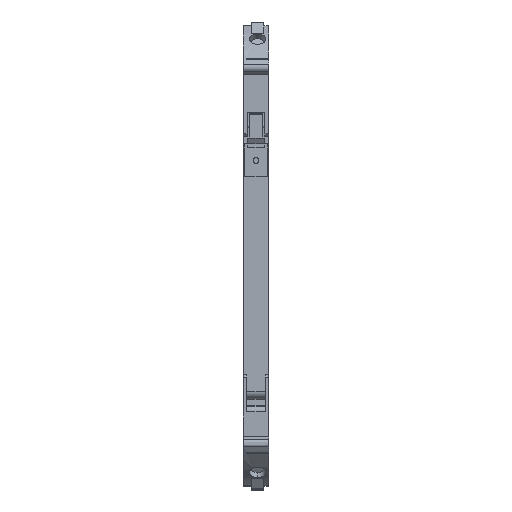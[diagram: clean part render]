
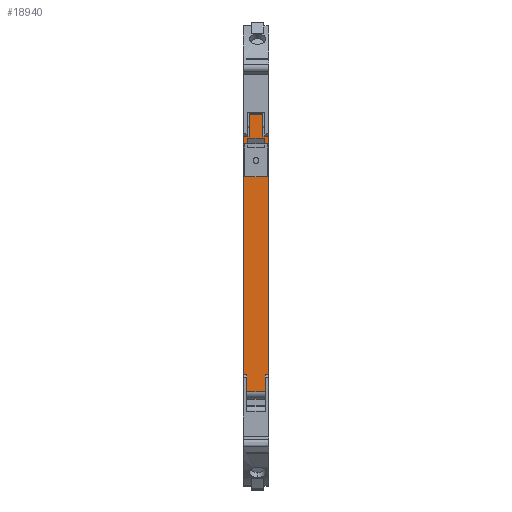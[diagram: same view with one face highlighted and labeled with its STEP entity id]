
A CAD part, top view. The second image highlights one B-rep face of the part: STEP entity #18940.
In plain terms, the highlighted planar face has unit normal (0, 0, 1).
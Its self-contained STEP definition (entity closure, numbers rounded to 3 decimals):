
#18914=AXIS2_PLACEMENT_3D('Plane Axis2P3D',#18911,#18912,#18913) ;
#18252=CARTESIAN_POINT('Vertex',(6.09,84.963,112.497)) ;
#18257=CARTESIAN_POINT('Line Origine',(6.09,56.263,112.497)) ;
#18261=CARTESIAN_POINT('Vertex',(6.09,27.563,112.497)) ;
#18303=CARTESIAN_POINT('Line Origine',(5.695,27.563,112.497)) ;
#18307=CARTESIAN_POINT('Vertex',(5.3,27.563,112.497)) ;
#18334=CARTESIAN_POINT('Vertex',(4.72,84.963,112.497)) ;
#18337=CARTESIAN_POINT('Line Origine',(5.405,84.963,112.497)) ;
#18366=CARTESIAN_POINT('Vertex',(5.3,23.563,112.497)) ;
#18375=CARTESIAN_POINT('Control Point',(5.3,23.563,112.497)) ;
#18376=CARTESIAN_POINT('Control Point',(5.3,24.563,112.497)) ;
#18377=CARTESIAN_POINT('Control Point',(5.3,25.563,112.497)) ;
#18378=CARTESIAN_POINT('Control Point',(5.3,26.563,112.497)) ;
#18379=CARTESIAN_POINT('Control Point',(5.3,27.563,112.497)) ;
#18400=CARTESIAN_POINT('Vertex',(4.72,90.264,112.497)) ;
#18404=CARTESIAN_POINT('Control Point',(4.72,84.963,112.497)) ;
#18405=CARTESIAN_POINT('Control Point',(4.72,86.024,112.497)) ;
#18406=CARTESIAN_POINT('Control Point',(4.72,87.084,112.497)) ;
#18407=CARTESIAN_POINT('Control Point',(4.72,88.144,112.497)) ;
#18408=CARTESIAN_POINT('Control Point',(4.72,89.204,112.497)) ;
#18409=CARTESIAN_POINT('Control Point',(4.72,90.264,112.497)) ;
#18429=CARTESIAN_POINT('Line Origine',(3.05,90.264,112.497)) ;
#18433=CARTESIAN_POINT('Vertex',(1.38,90.264,112.497)) ;
#18472=CARTESIAN_POINT('Vertex',(1.38,84.963,112.497)) ;
#18475=CARTESIAN_POINT('Line Origine',(1.38,87.614,112.497)) ;
#18499=CARTESIAN_POINT('Vertex',(0.01,84.963,112.497)) ;
#18502=CARTESIAN_POINT('Line Origine',(0.695,84.963,112.497)) ;
#18531=CARTESIAN_POINT('Vertex',(0.01,27.563,112.497)) ;
#18534=CARTESIAN_POINT('Line Origine',(0.01,56.263,112.497)) ;
#18551=CARTESIAN_POINT('Vertex',(0.8,27.563,112.497)) ;
#18556=CARTESIAN_POINT('Line Origine',(0.405,27.563,112.497)) ;
#18585=CARTESIAN_POINT('Vertex',(0.8,23.563,112.497)) ;
#18588=CARTESIAN_POINT('Line Origine',(0.8,25.563,112.497)) ;
#18611=CARTESIAN_POINT('Line Origine',(3.05,23.563,112.497)) ;
#18638=CARTESIAN_POINT('Vertex',(5.806,83.17,112.497)) ;
#18643=CARTESIAN_POINT('Line Origine',(5.408,83.17,112.497)) ;
#18647=CARTESIAN_POINT('Vertex',(5.011,83.17,112.497)) ;
#18686=CARTESIAN_POINT('Vertex',(5.806,75.257,112.497)) ;
#18689=CARTESIAN_POINT('Line Origine',(5.806,79.213,112.497)) ;
#18718=CARTESIAN_POINT('Vertex',(0.294,75.257,112.497)) ;
#18721=CARTESIAN_POINT('Line Origine',(3.05,75.257,112.497)) ;
#18750=CARTESIAN_POINT('Vertex',(0.294,83.17,112.497)) ;
#18753=CARTESIAN_POINT('Line Origine',(0.294,79.213,112.497)) ;
#18770=CARTESIAN_POINT('Vertex',(1.089,83.17,112.497)) ;
#18775=CARTESIAN_POINT('Line Origine',(0.692,83.17,112.497)) ;
#18802=CARTESIAN_POINT('Vertex',(1.089,84.57,112.497)) ;
#18807=CARTESIAN_POINT('Line Origine',(1.089,83.87,112.497)) ;
#18841=CARTESIAN_POINT('Vertex',(5.011,84.57,112.497)) ;
#18844=CARTESIAN_POINT('Line Origine',(3.05,84.57,112.497)) ;
#18867=CARTESIAN_POINT('Line Origine',(5.011,83.87,112.497)) ;
#18911=CARTESIAN_POINT('Axis2P3D Location',(0.075,85.563,112.497)) ;
#18258=DIRECTION('Vector Direction',(0.,1.,0.)) ;
#18304=DIRECTION('Vector Direction',(-1.,0.,0.)) ;
#18338=DIRECTION('Vector Direction',(-1.,0.,0.)) ;
#18430=DIRECTION('Vector Direction',(-1.,0.,0.)) ;
#18476=DIRECTION('Vector Direction',(0.,-1.,0.)) ;
#18503=DIRECTION('Vector Direction',(-1.,0.,0.)) ;
#18535=DIRECTION('Vector Direction',(0.,1.,0.)) ;
#18557=DIRECTION('Vector Direction',(-1.,0.,0.)) ;
#18589=DIRECTION('Vector Direction',(0.,1.,0.)) ;
#18612=DIRECTION('Vector Direction',(1.,0.,0.)) ;
#18644=DIRECTION('Vector Direction',(1.,0.,0.)) ;
#18690=DIRECTION('Vector Direction',(0.,1.,0.)) ;
#18722=DIRECTION('Vector Direction',(1.,0.,0.)) ;
#18754=DIRECTION('Vector Direction',(0.,-1.,0.)) ;
#18776=DIRECTION('Vector Direction',(1.,0.,0.)) ;
#18808=DIRECTION('Vector Direction',(0.,-1.,0.)) ;
#18845=DIRECTION('Vector Direction',(1.,0.,0.)) ;
#18868=DIRECTION('Vector Direction',(0.,1.,0.)) ;
#18912=DIRECTION('Axis2P3D Direction',(0.,0.,-1.)) ;
#18913=DIRECTION('Axis2P3D XDirection',(0.,1.,0.)) ;
#18259=VECTOR('Line Direction',#18258,1.) ;
#18305=VECTOR('Line Direction',#18304,1.) ;
#18339=VECTOR('Line Direction',#18338,1.) ;
#18431=VECTOR('Line Direction',#18430,1.) ;
#18477=VECTOR('Line Direction',#18476,1.) ;
#18504=VECTOR('Line Direction',#18503,1.) ;
#18536=VECTOR('Line Direction',#18535,1.) ;
#18558=VECTOR('Line Direction',#18557,1.) ;
#18590=VECTOR('Line Direction',#18589,1.) ;
#18613=VECTOR('Line Direction',#18612,1.) ;
#18645=VECTOR('Line Direction',#18644,1.) ;
#18691=VECTOR('Line Direction',#18690,1.) ;
#18723=VECTOR('Line Direction',#18722,1.) ;
#18755=VECTOR('Line Direction',#18754,1.) ;
#18777=VECTOR('Line Direction',#18776,1.) ;
#18809=VECTOR('Line Direction',#18808,1.) ;
#18846=VECTOR('Line Direction',#18845,1.) ;
#18869=VECTOR('Line Direction',#18868,1.) ;
#18917=ORIENTED_EDGE('',*,*,#18309,.F.) ;
#18918=ORIENTED_EDGE('',*,*,#18263,.T.) ;
#18919=ORIENTED_EDGE('',*,*,#18341,.F.) ;
#18920=ORIENTED_EDGE('',*,*,#18410,.T.) ;
#18921=ORIENTED_EDGE('',*,*,#18435,.F.) ;
#18922=ORIENTED_EDGE('',*,*,#18479,.T.) ;
#18923=ORIENTED_EDGE('',*,*,#18506,.T.) ;
#18924=ORIENTED_EDGE('',*,*,#18538,.F.) ;
#18925=ORIENTED_EDGE('',*,*,#18560,.F.) ;
#18926=ORIENTED_EDGE('',*,*,#18592,.F.) ;
#18927=ORIENTED_EDGE('',*,*,#18615,.F.) ;
#18928=ORIENTED_EDGE('',*,*,#18380,.T.) ;
#18931=ORIENTED_EDGE('',*,*,#18811,.T.) ;
#18932=ORIENTED_EDGE('',*,*,#18848,.F.) ;
#18933=ORIENTED_EDGE('',*,*,#18871,.T.) ;
#18934=ORIENTED_EDGE('',*,*,#18649,.T.) ;
#18935=ORIENTED_EDGE('',*,*,#18693,.T.) ;
#18936=ORIENTED_EDGE('',*,*,#18725,.F.) ;
#18937=ORIENTED_EDGE('',*,*,#18757,.T.) ;
#18938=ORIENTED_EDGE('',*,*,#18779,.T.) ;
#18939=FACE_BOUND('',#18930,.T.) ;
#18940=ADVANCED_FACE('AUFDRUCK_ORANGE',(#18929,#18939),#18915,.F.) ;
#18374=B_SPLINE_CURVE_WITH_KNOTS('',4,(#18375,#18376,#18377,#18378,#18379),.UNSPECIFIED.,.F.,.U.,(5,5),(0.,4.),.UNSPECIFIED.) ;
#18403=B_SPLINE_CURVE_WITH_KNOTS('',5,(#18404,#18405,#18406,#18407,#18408,#18409),.UNSPECIFIED.,.F.,.U.,(6,6),(0.,5.301),.UNSPECIFIED.) ;
#18263=EDGE_CURVE('',#18262,#18253,#18260,.T.) ;
#18309=EDGE_CURVE('',#18262,#18308,#18306,.T.) ;
#18341=EDGE_CURVE('',#18335,#18253,#18340,.F.) ;
#18380=EDGE_CURVE('',#18367,#18308,#18374,.T.) ;
#18410=EDGE_CURVE('',#18335,#18401,#18403,.T.) ;
#18435=EDGE_CURVE('',#18434,#18401,#18432,.F.) ;
#18479=EDGE_CURVE('',#18434,#18473,#18478,.T.) ;
#18506=EDGE_CURVE('',#18473,#18500,#18505,.T.) ;
#18538=EDGE_CURVE('',#18532,#18500,#18537,.T.) ;
#18560=EDGE_CURVE('',#18552,#18532,#18559,.T.) ;
#18592=EDGE_CURVE('',#18586,#18552,#18591,.T.) ;
#18615=EDGE_CURVE('',#18367,#18586,#18614,.F.) ;
#18649=EDGE_CURVE('',#18648,#18639,#18646,.T.) ;
#18693=EDGE_CURVE('',#18639,#18687,#18692,.F.) ;
#18725=EDGE_CURVE('',#18719,#18687,#18724,.T.) ;
#18757=EDGE_CURVE('',#18719,#18751,#18756,.F.) ;
#18779=EDGE_CURVE('',#18751,#18771,#18778,.T.) ;
#18811=EDGE_CURVE('',#18771,#18803,#18810,.F.) ;
#18848=EDGE_CURVE('',#18842,#18803,#18847,.F.) ;
#18871=EDGE_CURVE('',#18842,#18648,#18870,.F.) ;
#18916=EDGE_LOOP('',(#18917,#18918,#18919,#18920,#18921,#18922,#18923,#18924,#18925,#18926,#18927,#18928)) ;
#18930=EDGE_LOOP('',(#18931,#18932,#18933,#18934,#18935,#18936,#18937,#18938)) ;
#18929=FACE_OUTER_BOUND('',#18916,.T.) ;
#18260=LINE('Line',#18257,#18259) ;
#18306=LINE('Line',#18303,#18305) ;
#18340=LINE('Line',#18337,#18339) ;
#18432=LINE('Line',#18429,#18431) ;
#18478=LINE('Line',#18475,#18477) ;
#18505=LINE('Line',#18502,#18504) ;
#18537=LINE('Line',#18534,#18536) ;
#18559=LINE('Line',#18556,#18558) ;
#18591=LINE('Line',#18588,#18590) ;
#18614=LINE('Line',#18611,#18613) ;
#18646=LINE('Line',#18643,#18645) ;
#18692=LINE('Line',#18689,#18691) ;
#18724=LINE('Line',#18721,#18723) ;
#18756=LINE('Line',#18753,#18755) ;
#18778=LINE('Line',#18775,#18777) ;
#18810=LINE('Line',#18807,#18809) ;
#18847=LINE('Line',#18844,#18846) ;
#18870=LINE('Line',#18867,#18869) ;
#18915=PLANE('',#18914) ;
#18253=VERTEX_POINT('',#18252) ;
#18262=VERTEX_POINT('',#18261) ;
#18308=VERTEX_POINT('',#18307) ;
#18335=VERTEX_POINT('',#18334) ;
#18367=VERTEX_POINT('',#18366) ;
#18401=VERTEX_POINT('',#18400) ;
#18434=VERTEX_POINT('',#18433) ;
#18473=VERTEX_POINT('',#18472) ;
#18500=VERTEX_POINT('',#18499) ;
#18532=VERTEX_POINT('',#18531) ;
#18552=VERTEX_POINT('',#18551) ;
#18586=VERTEX_POINT('',#18585) ;
#18639=VERTEX_POINT('',#18638) ;
#18648=VERTEX_POINT('',#18647) ;
#18687=VERTEX_POINT('',#18686) ;
#18719=VERTEX_POINT('',#18718) ;
#18751=VERTEX_POINT('',#18750) ;
#18771=VERTEX_POINT('',#18770) ;
#18803=VERTEX_POINT('',#18802) ;
#18842=VERTEX_POINT('',#18841) ;
